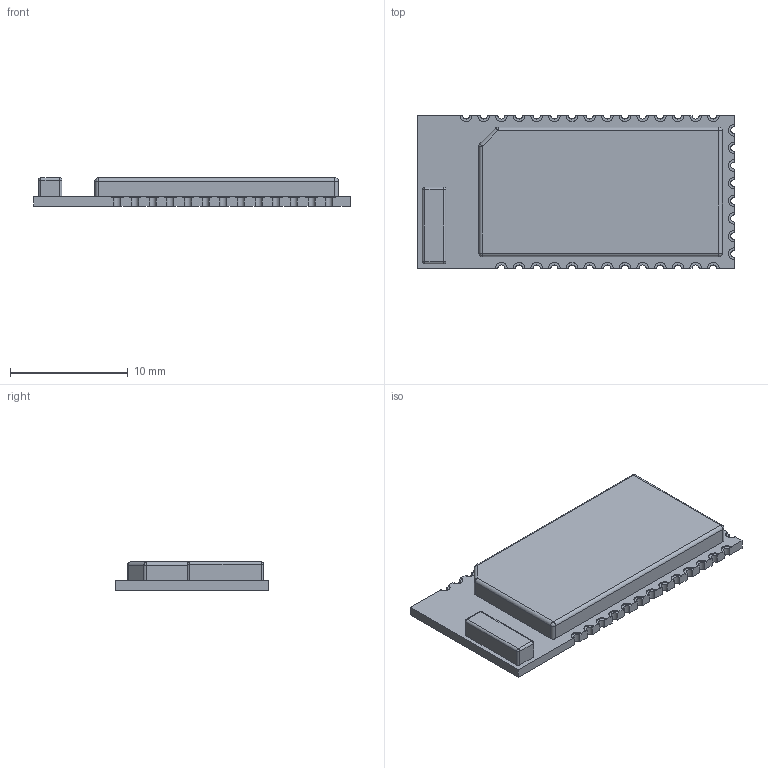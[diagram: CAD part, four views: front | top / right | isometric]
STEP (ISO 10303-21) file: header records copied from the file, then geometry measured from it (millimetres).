
FILE_DESCRIPTION (( 'STEP AP214' ), '1' );
FILE_NAME ('41BE7BFF-7DB7-4594-9F8E-A51B62438AD0.STEP', '2023-04-13T01:13:23', ( '' ), ( '' ), 'SwSTEP 2.0', 'SolidWorks 2022', '' );
FILE_SCHEMA (( 'AUTOMOTIVE_DESIGN' ));
Length unit declared in the file: millimetre
Products named in the file (1): 41BE7BFF-7DB7-4594-9F8E-A51B62438AD0
Bounding box: 26.9 x 13 x 2.4 mm (x, y, z)
Volume: 656.6 mm3; surface area: 880.3 mm2
Topology: 1 solids, 1 shells, 196 faces, 557 edges, 357 vertices
Faces by surface type: cylinder 98, plane 89, bspline 9
Entity records: 8204 total; most frequent: CARTESIAN_POINT 1238, DIRECTION 1121, ORIENTED_EDGE 1098, EDGE_CURVE 549, AXIS2_PLACEMENT_3D 384, VERTEX_POINT 357, LINE 353, VECTOR 353
